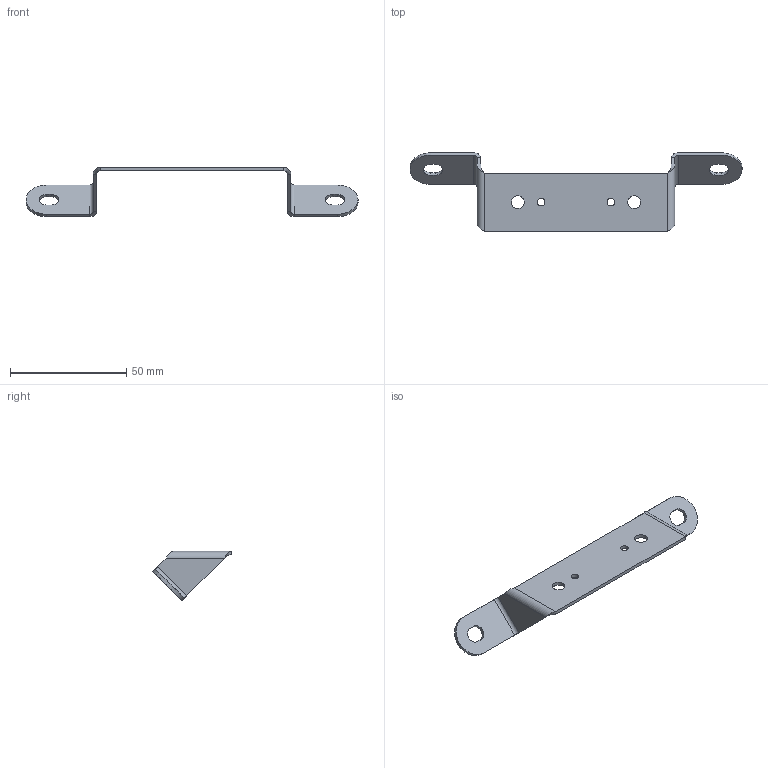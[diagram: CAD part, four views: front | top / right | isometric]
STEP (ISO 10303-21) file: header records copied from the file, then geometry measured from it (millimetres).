
FILE_DESCRIPTION((''),'2;1');
FILE_NAME('207554_ASM','2018-07-11T',('pdmadmin'),('BANNER ENGINEERING'),'CREO PARAMETRIC BY PTC INC, 2016260','CREO PARAMETRIC BY PTC INC, 2016260','');
FILE_SCHEMA(('CONFIG_CONTROL_DESIGN'));
Length unit declared in the file: millimetre
Products named in the file (2): 204853; 207554_ASM
Assembly tree (1 placements, depth 2):
  207554_ASM
    204853
Bounding box: 142.68 x 33.71 x 21.21 mm (x, y, z)
Volume: 5266.9 mm3; surface area: 7742.7 mm2
Topology: 1 solids, 1 shells, 54 faces, 124 edges, 72 vertices
Faces by surface type: plane 28, cylinder 22, bspline 4
Entity records: 1779 total; most frequent: CARTESIAN_POINT 481, DIRECTION 258, ORIENTED_EDGE 248, EDGE_CURVE 124, AXIS2_PLACEMENT_3D 89, VECTOR 80, LINE 80, VERTEX_POINT 72
